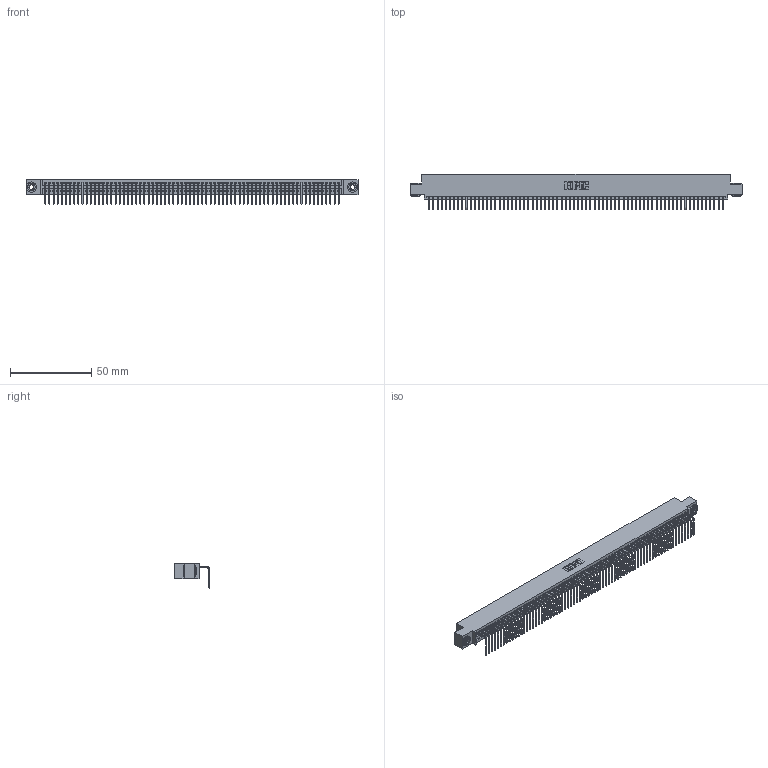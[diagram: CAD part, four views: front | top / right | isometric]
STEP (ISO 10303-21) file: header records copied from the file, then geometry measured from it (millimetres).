
FILE_DESCRIPTION (( 'STEP AP203' ), '1' );
FILE_NAME ('395-072-558-403.STEP', '2018-11-27T15:42:00', ( '' ), ( '' ), 'SwSTEP 2.0', 'SolidWorks 2016', '' );
FILE_SCHEMA (( 'CONFIG_CONTROL_DESIGN' ));
Length unit declared in the file: inch
Products named in the file (4): 345 Part_0.110 Offset - 0.156 Dia-TH; 345-250-002_345-250-002-102; 395-072-558-403; 345-292-001_558 Tail - 2
Assembly tree (75 placements, depth 2):
  395-072-558-403
    345 Part_0.110 Offset - 0.156 Dia-TH
    345-292-001_558 Tail - 2  x72
    345-250-002_345-250-002-102  x2
Bounding box: 204.09 x 21.83 x 15.37 mm (x, y, z)
Volume: 19816.2 mm3; surface area: 28447.7 mm2
Topology: 75 solids, 75 shells, 4488 faces, 13533 edges, 8922 vertices
Faces by surface type: plane 3118, cylinder 1362, cone 8
Entity records: 51016 total; most frequent: CARTESIAN_POINT 8815, ORIENTED_EDGE 8814, DIRECTION 7685, EDGE_CURVE 4407, LINE 3963, VECTOR 3963, VERTEX_POINT 2934, AXIS2_PLACEMENT_3D 1861
